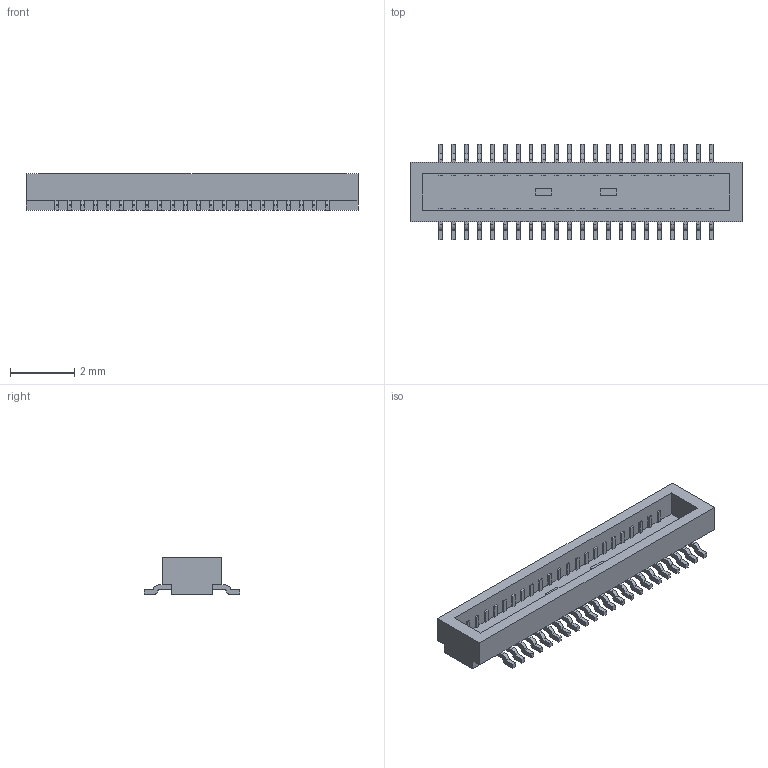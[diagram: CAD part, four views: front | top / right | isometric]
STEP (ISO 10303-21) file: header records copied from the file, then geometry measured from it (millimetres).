
FILE_DESCRIPTION (( 'STEP AP214' ), '1' );
FILE_NAME ('DF40C-44DP-0.4V.STEP', '2022-02-18T06:56:24', ( '' ), ( '' ), 'SwSTEP 2.0', 'SolidWorks 2020', '' );
FILE_SCHEMA (( 'AUTOMOTIVE_DESIGN' ));
Length unit declared in the file: millimetre
Products named in the file (1): DF40C-44DP-0.4V
Bounding box: 10.32 x 2.97 x 1.14 mm (x, y, z)
Surface area: 81.1 mm2 (no closed solid volume)
Topology: 0 solids, 1 shells, 502 faces, 2040 edges, 1448 vertices
Faces by surface type: plane 458, cylinder 44
Entity records: 26283 total; most frequent: CARTESIAN_POINT 3991, ORIENTED_EDGE 3348, DIRECTION 3310, EDGE_CURVE 2040, LINE 1776, VECTOR 1776, VERTEX_POINT 1448, AXIS2_PLACEMENT_3D 767
